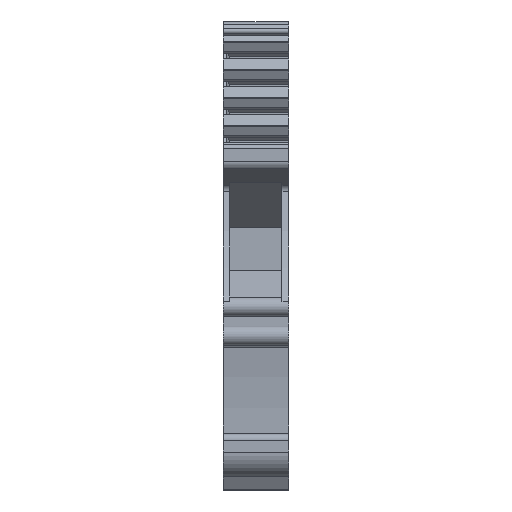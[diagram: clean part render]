
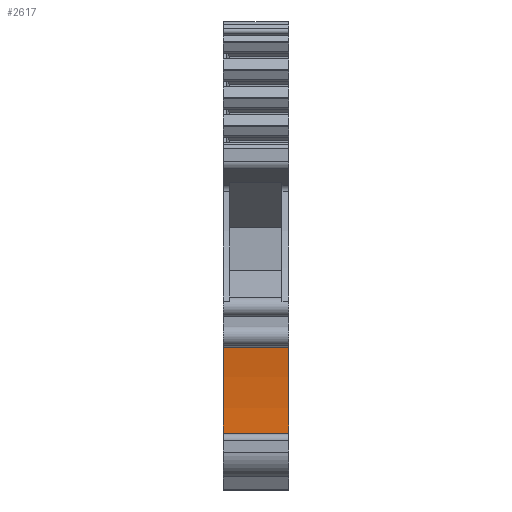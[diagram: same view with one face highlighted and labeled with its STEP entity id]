
A CAD part, front view. The second image highlights one B-rep face of the part: STEP entity #2617.
In plain terms, the highlighted cylindrical face has radius 40 mm (diameter 80 mm), a partial arc.
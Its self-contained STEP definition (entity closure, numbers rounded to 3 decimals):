
#2590=AXIS2_PLACEMENT_3D('Cylinder Axis2P3D',#2587,#2588,#2589) ;
#2594=AXIS2_PLACEMENT_3D('Circle Axis2P3D',#2592,#2593,$) ;
#2608=AXIS2_PLACEMENT_3D('Circle Axis2P3D',#2606,#2607,$) ;
#2565=CARTESIAN_POINT('Vertex',(0.,2.047,11.195)) ;
#2568=CARTESIAN_POINT('Line Origine',(2.563,2.047,11.195)) ;
#2572=CARTESIAN_POINT('Vertex',(5.125,2.047,11.195)) ;
#2587=CARTESIAN_POINT('Axis2P3D Location',(2.563,-37.395,4.534)) ;
#2592=CARTESIAN_POINT('Axis2P3D Location',(0.,-37.395,4.534)) ;
#2596=CARTESIAN_POINT('Vertex',(0.,2.603,4.067)) ;
#2599=CARTESIAN_POINT('Line Origine',(2.563,2.603,4.067)) ;
#2603=CARTESIAN_POINT('Vertex',(5.125,2.603,4.067)) ;
#2606=CARTESIAN_POINT('Axis2P3D Location',(5.125,-37.395,4.534)) ;
#2569=DIRECTION('Vector Direction',(1.,0.,0.)) ;
#2588=DIRECTION('Axis2P3D Direction',(1.,0.,0.)) ;
#2589=DIRECTION('Axis2P3D XDirection',(0.,1.,-0.012)) ;
#2593=DIRECTION('Axis2P3D Direction',(1.,0.,0.)) ;
#2600=DIRECTION('Vector Direction',(1.,0.,0.)) ;
#2607=DIRECTION('Axis2P3D Direction',(1.,0.,0.)) ;
#2570=VECTOR('Line Direction',#2569,1.) ;
#2601=VECTOR('Line Direction',#2600,1.) ;
#2612=ORIENTED_EDGE('',*,*,#2574,.F.) ;
#2613=ORIENTED_EDGE('',*,*,#2598,.T.) ;
#2614=ORIENTED_EDGE('',*,*,#2605,.T.) ;
#2615=ORIENTED_EDGE('',*,*,#2610,.F.) ;
#2617=ADVANCED_FACE('KLTR',(#2616),#2591,.F.) ;
#2595=CIRCLE('generated circle',#2594,40.) ;
#2609=CIRCLE('generated circle',#2608,40.) ;
#2591=CYLINDRICAL_SURFACE('generated cylinder',#2590,40.) ;
#2574=EDGE_CURVE('',#2566,#2573,#2571,.T.) ;
#2598=EDGE_CURVE('',#2566,#2597,#2595,.F.) ;
#2605=EDGE_CURVE('',#2597,#2604,#2602,.T.) ;
#2610=EDGE_CURVE('',#2573,#2604,#2609,.F.) ;
#2611=EDGE_LOOP('',(#2612,#2613,#2614,#2615)) ;
#2616=FACE_OUTER_BOUND('',#2611,.T.) ;
#2571=LINE('Line',#2568,#2570) ;
#2602=LINE('Line',#2599,#2601) ;
#2566=VERTEX_POINT('',#2565) ;
#2573=VERTEX_POINT('',#2572) ;
#2597=VERTEX_POINT('',#2596) ;
#2604=VERTEX_POINT('',#2603) ;
